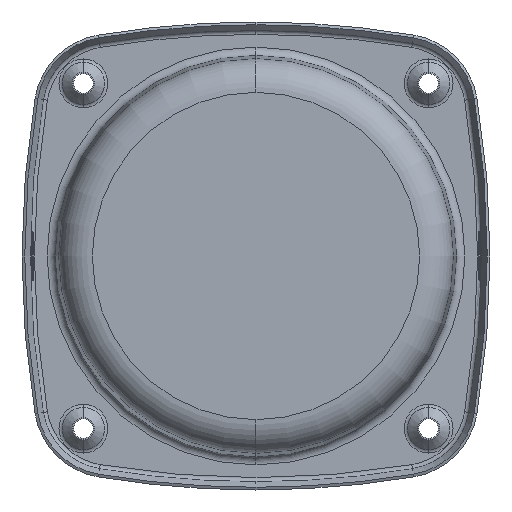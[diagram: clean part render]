
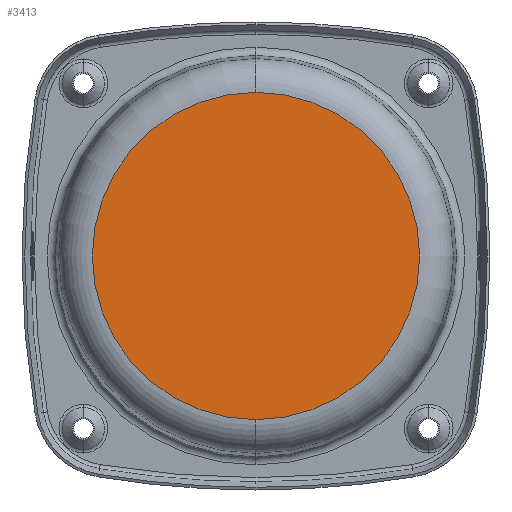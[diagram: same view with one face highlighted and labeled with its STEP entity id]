
A CAD part, front view. The second image highlights one B-rep face of the part: STEP entity #3413.
In plain terms, the highlighted planar face has unit normal (0, -1, 0).
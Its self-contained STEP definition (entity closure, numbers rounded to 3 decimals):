
#5 = EDGE_CURVE ( 'NONE', #221, #4068, #4567, .T. ) ;
#32 = CIRCLE ( 'NONE', #2738, 42.662 ) ;
#92 = ORIENTED_EDGE ( 'NONE', *, *, #5, .F. ) ;
#100 = AXIS2_PLACEMENT_3D ( 'NONE', #5056, #679, #2306 ) ;
#155 = CARTESIAN_POINT ( 'NONE',  ( 0., -20.6, 0. ) ) ;
#221 = VERTEX_POINT ( 'NONE', #3410 ) ;
#570 = DIRECTION ( 'NONE',  ( 0., 1., 0. ) ) ;
#679 = DIRECTION ( 'NONE',  ( 0., 1., 0. ) ) ;
#969 = DIRECTION ( 'NONE',  ( 0., 0., 1. ) ) ;
#1067 = AXIS2_PLACEMENT_3D ( 'NONE', #1779, #570, #3397 ) ;
#1225 = EDGE_LOOP ( 'NONE', ( #92, #5033 ) ) ;
#1779 = CARTESIAN_POINT ( 'NONE',  ( 0., -20.6, 0. ) ) ;
#2306 = DIRECTION ( 'NONE',  ( 0., 0., 1. ) ) ;
#2495 = EDGE_CURVE ( 'NONE', #4068, #221, #32, .T. ) ;
#2738 = AXIS2_PLACEMENT_3D ( 'NONE', #155, #2970, #969 ) ;
#2970 = DIRECTION ( 'NONE',  ( 0., 1., 0. ) ) ;
#3067 = FACE_OUTER_BOUND ( 'NONE', #1225, .T. ) ;
#3397 = DIRECTION ( 'NONE',  ( 0., 0., 1. ) ) ;
#3410 = CARTESIAN_POINT ( 'NONE',  ( 0., -20.6, 42.662 ) ) ;
#3413 = ADVANCED_FACE ( 'NONE', ( #3067 ), #5037, .F. ) ;
#3898 = CARTESIAN_POINT ( 'NONE',  ( 0., -20.6, -42.662 ) ) ;
#4068 = VERTEX_POINT ( 'NONE', #3898 ) ;
#4567 = CIRCLE ( 'NONE', #100, 42.662 ) ;
#5033 = ORIENTED_EDGE ( 'NONE', *, *, #2495, .F. ) ;
#5037 = PLANE ( 'NONE',  #1067 ) ;
#5056 = CARTESIAN_POINT ( 'NONE',  ( 0., -20.6, 0. ) ) ;
